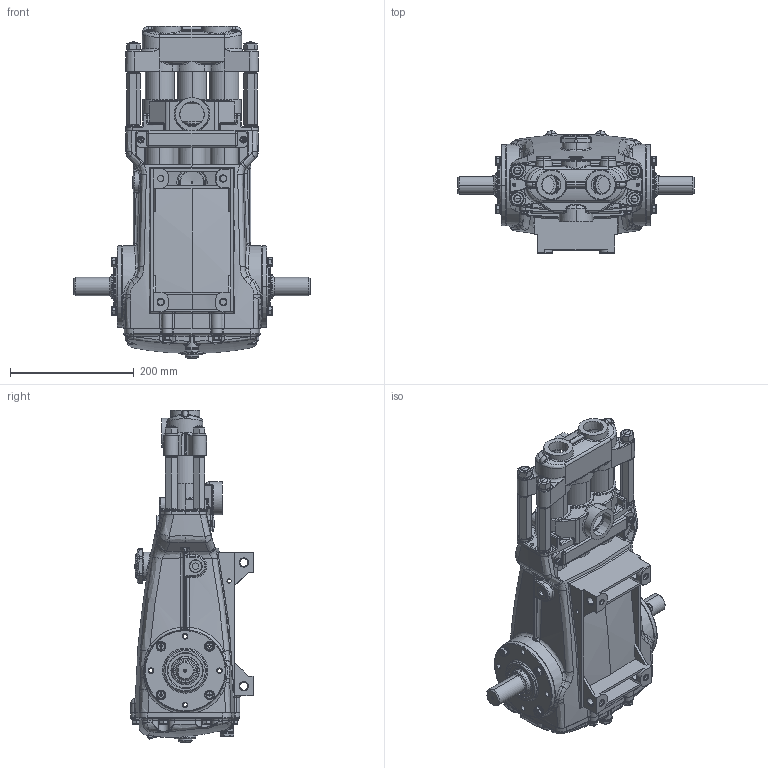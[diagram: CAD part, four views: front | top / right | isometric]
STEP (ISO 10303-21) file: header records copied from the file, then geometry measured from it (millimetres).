
FILE_DESCRIPTION (( 'STEP AP203' ), '1' );
FILE_NAME ('2520C.STEP', '2022-02-04T14:07:18', ( '' ), ( '' ), 'SwSTEP 2.0', 'SolidWorks 2021', '' );
FILE_SCHEMA (( 'CONFIG_CONTROL_DESIGN' ));
Products named in the file (1): 2520C
Bounding box: 382 x 198 x 537.3 mm (x, y, z)
Surface area: 614117.7 mm2 (no closed solid volume)
Topology: 0 solids, 96 shells, 2248 faces, 7111 edges, 4724 vertices
Faces by surface type: cylinder 828, plane 623, bspline 392, torus 228, cone 128, sphere 49
Entity records: 106888 total; most frequent: CARTESIAN_POINT 47935, DIRECTION 12063, ORIENTED_EDGE 11690, EDGE_CURVE 7052, AXIS2_PLACEMENT_3D 4746, VERTEX_POINT 4720, CIRCLE 2889, VECTOR 2571
